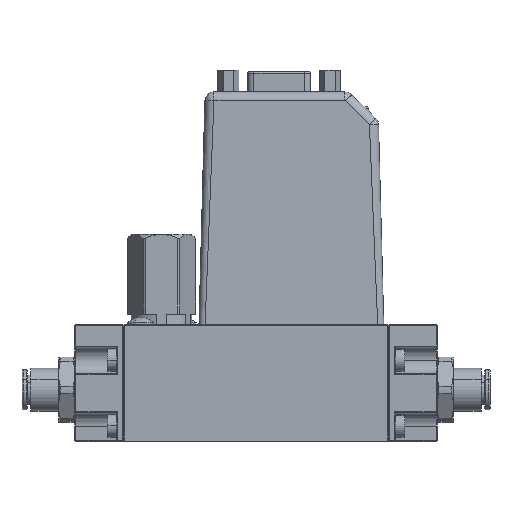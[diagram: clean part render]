
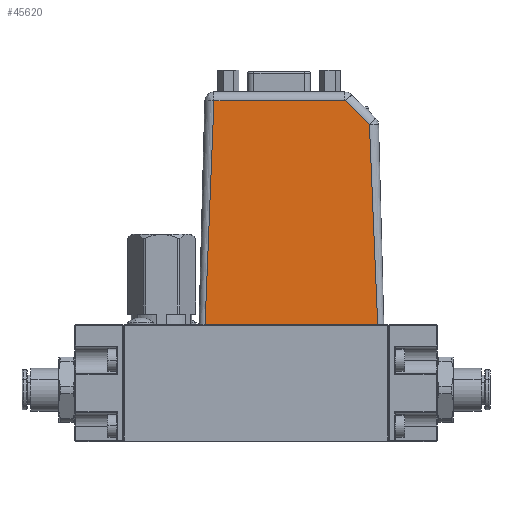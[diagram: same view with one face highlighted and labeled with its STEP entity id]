
A CAD part, top view. The second image highlights one B-rep face of the part: STEP entity #45620.
In plain terms, the highlighted planar face has unit normal (0, 0.026, 1).
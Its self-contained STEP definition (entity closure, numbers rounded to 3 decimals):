
#1763 = CARTESIAN_POINT ( 'NONE',  ( 12.341, 36.7, 11.439 ) ) ;
#2096 = CARTESIAN_POINT ( 'NONE',  ( 45.137, 55.001, 10.96 ) ) ;
#2580 = LINE ( 'NONE', #37342, #3717 ) ;
#3717 = VECTOR ( 'NONE', #27332, 1000. ) ;
#5817 = AXIS2_PLACEMENT_3D ( 'NONE', #30404, #16418, #37142 ) ;
#6021 = CARTESIAN_POINT ( 'NONE',  ( 44.997, 55.058, 10.958 ) ) ;
#7096 = B_SPLINE_CURVE_WITH_KNOTS ( 'NONE', 3,
 ( #33270, #1763, #15565, #43989 ),
 .UNSPECIFIED., .F., .F.,
 ( 4, 4 ),
 ( 0.407, 0.6 ),
 .UNSPECIFIED. ) ;
#8773 = ORIENTED_EDGE ( 'NONE', *, *, #30898, .F. ) ;
#11067 = VECTOR ( 'NONE', #18171, 1000. ) ;
#11870 = EDGE_CURVE ( 'NONE', #24288, #20230, #18095, .T. ) ;
#12747 = ORIENTED_EDGE ( 'NONE', *, *, #29941, .T. ) ;
#12814 = CARTESIAN_POINT ( 'NONE',  ( 45.099, 55.038, 10.959 ) ) ;
#14099 = EDGE_CURVE ( 'NONE', #20230, #22402, #25664, .T. ) ;
#14850 = B_SPLINE_CURVE_WITH_KNOTS ( 'NONE', 3,
 ( #18030, #15012, #29207, #38772 ),
 .UNSPECIFIED., .F., .F.,
 ( 4, 4 ),
 ( 0.4, 0.588 ),
 .UNSPECIFIED. ) ;
#15012 = CARTESIAN_POINT ( 'NONE',  ( 52.669, 16.416, 11.97 ) ) ;
#15565 = CARTESIAN_POINT ( 'NONE',  ( 11.165, 18.359, 11.919 ) ) ;
#16093 = VERTEX_POINT ( 'NONE', #38237 ) ;
#16418 = DIRECTION ( 'NONE',  ( 0., 0.026, 1. ) ) ;
#16571 = VERTEX_POINT ( 'NONE', #44856 ) ;
#17230 = ORIENTED_EDGE ( 'NONE', *, *, #36127, .T. ) ;
#18030 = CARTESIAN_POINT ( 'NONE',  ( 53.101, 0., 12.4 ) ) ;
#18095 =( BOUNDED_CURVE ( )  B_SPLINE_CURVE ( 3, ( #2096, #12814, #27046, #37977 ),
 .UNSPECIFIED., .F., .T. ) 
 B_SPLINE_CURVE_WITH_KNOTS ( ( 4, 4 ),
 ( 5.511, 6.283 ),
 .UNSPECIFIED. ) 
 CURVE ( )  GEOMETRIC_REPRESENTATION_ITEM ( )  RATIONAL_B_SPLINE_CURVE ( ( 1., 0.951, 0.951, 1. ) ) 
 REPRESENTATION_ITEM ( '' )  );
#18171 = DIRECTION ( 'NONE',  ( -1., 0., 0. ) ) ;
#19864 = ORIENTED_EDGE ( 'NONE', *, *, #14099, .T. ) ;
#20230 = VERTEX_POINT ( 'NONE', #6021 ) ;
#22402 = VERTEX_POINT ( 'NONE', #31209 ) ;
#23239 = CARTESIAN_POINT ( 'NONE',  ( 45.137, 55.001, 10.96 ) ) ;
#24288 = VERTEX_POINT ( 'NONE', #23239 ) ;
#24661 = ORIENTED_EDGE ( 'NONE', *, *, #11870, .T. ) ;
#25557 = FACE_OUTER_BOUND ( 'NONE', #41949, .T. ) ;
#25664 = LINE ( 'NONE', #35644, #11067 ) ;
#26064 = CARTESIAN_POINT ( 'NONE',  ( 53.101, 0., 12.4 ) ) ;
#27046 = CARTESIAN_POINT ( 'NONE',  ( 45.05, 55.058, 10.958 ) ) ;
#27332 = DIRECTION ( 'NONE',  ( -1., 0., 0. ) ) ;
#29207 = CARTESIAN_POINT ( 'NONE',  ( 51.515, 32.813, 11.541 ) ) ;
#29491 = CARTESIAN_POINT ( 'NONE',  ( 77.491, 23.479, 11.785 ) ) ;
#29933 = LINE ( 'NONE', #29491, #33414 ) ;
#29941 = EDGE_CURVE ( 'NONE', #22402, #16093, #7096, .T. ) ;
#30404 = CARTESIAN_POINT ( 'NONE',  ( 54.6, 0., 12.4 ) ) ;
#30898 = EDGE_CURVE ( 'NONE', #41122, #16093, #2580, .T. ) ;
#31209 = CARTESIAN_POINT ( 'NONE',  ( 12.872, 55.058, 10.958 ) ) ;
#31473 = EDGE_CURVE ( 'NONE', #41122, #16571, #14850, .T. ) ;
#33270 = CARTESIAN_POINT ( 'NONE',  ( 12.872, 55.058, 10.958 ) ) ;
#33414 = VECTOR ( 'NONE', #43959, 1000. ) ;
#35644 = CARTESIAN_POINT ( 'NONE',  ( 54.6, 55.058, 10.958 ) ) ;
#36127 = EDGE_CURVE ( 'NONE', #16571, #24288, #29933, .T. ) ;
#37142 = DIRECTION ( 'NONE',  ( 0., 1., -0.026 ) ) ;
#37342 = CARTESIAN_POINT ( 'NONE',  ( 54.6, 0., 12.4 ) ) ;
#37977 = CARTESIAN_POINT ( 'NONE',  ( 44.997, 55.058, 10.958 ) ) ;
#38237 = CARTESIAN_POINT ( 'NONE',  ( 10.684, 0., 12.4 ) ) ;
#38772 = CARTESIAN_POINT ( 'NONE',  ( 51.062, 49.228, 11.111 ) ) ;
#39519 = ORIENTED_EDGE ( 'NONE', *, *, #31473, .T. ) ;
#40419 = PLANE ( 'NONE',  #5817 ) ;
#41122 = VERTEX_POINT ( 'NONE', #26064 ) ;
#41949 = EDGE_LOOP ( 'NONE', ( #39519, #17230, #24661, #19864, #12747, #8773 ) ) ;
#43959 = DIRECTION ( 'NONE',  ( -0.716, 0.698, -0.018 ) ) ;
#43989 = CARTESIAN_POINT ( 'NONE',  ( 10.684, 0., 12.4 ) ) ;
#44856 = CARTESIAN_POINT ( 'NONE',  ( 51.062, 49.228, 11.111 ) ) ;
#45620 = ADVANCED_FACE ( 'NONE', ( #25557 ), #40419, .T. ) ;
